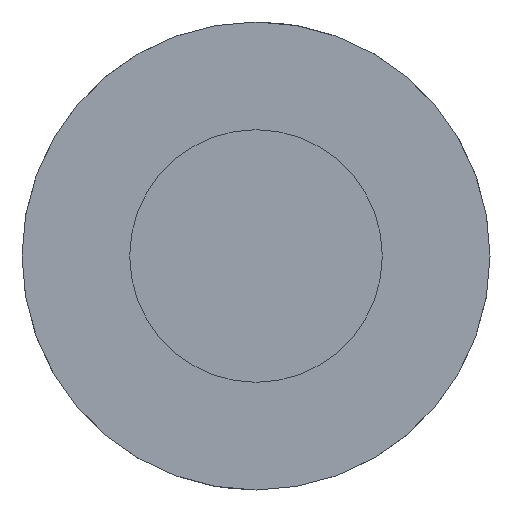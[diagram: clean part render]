
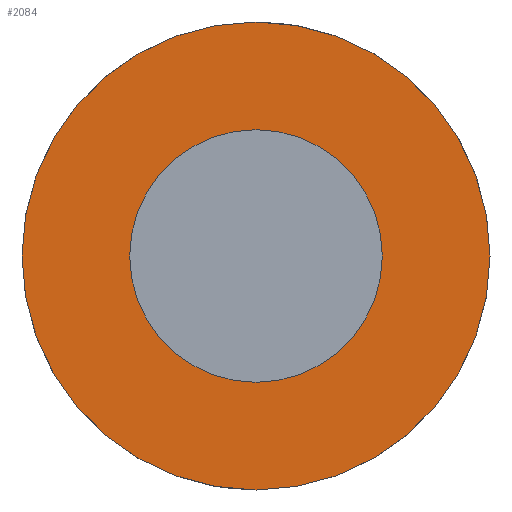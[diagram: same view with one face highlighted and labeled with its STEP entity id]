
A CAD part, left-side view. The second image highlights one B-rep face of the part: STEP entity #2084.
In plain terms, the highlighted face is planar.
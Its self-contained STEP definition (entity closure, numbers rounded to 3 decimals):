
#1143=CARTESIAN_POINT('',(0.,0.,0.));
#1144=DIRECTION('',(0.,0.,-1.));
#1145=DIRECTION('',(-1.,0.,0.));
#1146=AXIS2_PLACEMENT_3D('',#1143,#1144,#1145);
#1151=CARTESIAN_POINT('',(0.,0.,0.));
#1152=DIRECTION('',(0.,0.,1.));
#1153=DIRECTION('',(-1.,0.,0.));
#1154=AXIS2_PLACEMENT_3D('',#1151,#1152,#1153);
#1173=CARTESIAN_POINT('',(0.,0.,0.));
#1174=DIRECTION('',(0.,0.,1.));
#1175=DIRECTION('',(-1.,0.,0.));
#1176=AXIS2_PLACEMENT_3D('',#1173,#1174,#1175);
#1181=CARTESIAN_POINT('',(0.,0.,0.));
#1182=DIRECTION('',(0.,0.,-1.));
#1183=DIRECTION('',(-1.,0.,0.));
#1184=AXIS2_PLACEMENT_3D('',#1181,#1182,#1183);
#1339=CARTESIAN_POINT('',(-31.5,0.,0.));
#1341=VERTEX_POINT('',#1339);
#1342=CARTESIAN_POINT('',(-17.,0.,0.));
#1344=VERTEX_POINT('',#1342);
#1347=CARTESIAN_POINT('',(31.5,0.,0.));
#1349=VERTEX_POINT('',#1347);
#1350=CARTESIAN_POINT('',(17.,0.,0.));
#1352=VERTEX_POINT('',#1350);
#2069=CARTESIAN_POINT('',(0.,0.,0.));
#2070=DIRECTION('',(0.,0.,-1.));
#2071=DIRECTION('',(1.,0.,0.));
#2072=AXIS2_PLACEMENT_3D('',#2069,#2070,#2071);
#2073=PLANE('',#2072);
#2074=ORIENTED_EDGE('',*,*,#2062,.T.);
#2075=ORIENTED_EDGE('',*,*,#2047,.F.);
#2076=EDGE_LOOP('',(#2074,#2075));
#2077=FACE_OUTER_BOUND('',#2076,.F.);
#2079=ORIENTED_EDGE('',*,*,#2078,.T.);
#2081=ORIENTED_EDGE('',*,*,#2080,.F.);
#2082=EDGE_LOOP('',(#2079,#2081));
#2083=FACE_BOUND('',#2082,.F.);
#1147=CIRCLE('',#1146,31.5);
#1155=CIRCLE('',#1154,31.5);
#1177=CIRCLE('',#1176,17.);
#1185=CIRCLE('',#1184,17.);
#2047=EDGE_CURVE('',#1341,#1349,#1155,.T.);
#2062=EDGE_CURVE('',#1341,#1349,#1147,.T.);
#2078=EDGE_CURVE('',#1344,#1352,#1177,.T.);
#2080=EDGE_CURVE('',#1344,#1352,#1185,.T.);
#2084=ADVANCED_FACE('',(#2077,#2083),#2073,.F.);
